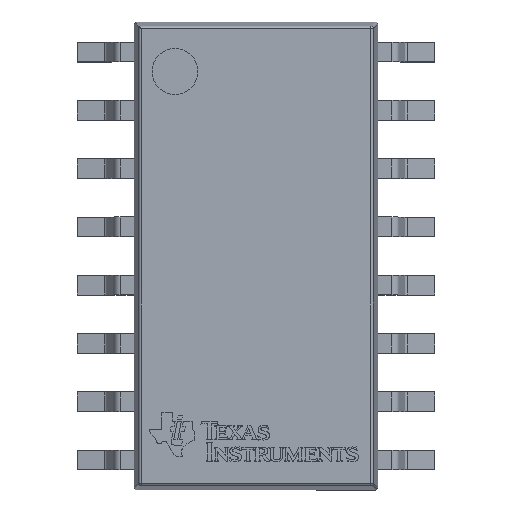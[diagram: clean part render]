
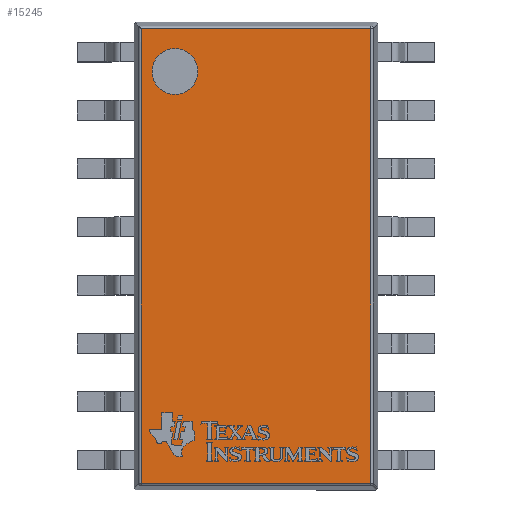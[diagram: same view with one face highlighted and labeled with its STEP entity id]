
A CAD part, top view. The second image highlights one B-rep face of the part: STEP entity #15245.
In plain terms, the highlighted planar face has unit normal (0, 0, 1).
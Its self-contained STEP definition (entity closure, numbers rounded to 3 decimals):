
#1097=PLANE('',#16311);
#1691=FACE_OUTER_BOUND('',#2551,.T.);
#2551=EDGE_LOOP('',(#10691,#10692,#10693,#10694));
#3397=LINE('',#19895,#5056);
#3417=LINE('',#19960,#5076);
#3419=LINE('',#19963,#5078);
#3422=LINE('',#19968,#5081);
#5056=VECTOR('',#16953,10.);
#5076=VECTOR('',#17031,10.);
#5078=VECTOR('',#17035,10.);
#5081=VECTOR('',#17042,10.);
#6743=VERTEX_POINT('',#19876);
#6745=VERTEX_POINT('',#19885);
#6749=VERTEX_POINT('',#19894);
#6757=VERTEX_POINT('',#19925);
#8281=EDGE_CURVE('',#6745,#6749,#3397,.T.);
#8316=EDGE_CURVE('',#6743,#6757,#3417,.T.);
#8318=EDGE_CURVE('',#6757,#6745,#3419,.T.);
#8321=EDGE_CURVE('',#6749,#6743,#3422,.T.);
#10691=ORIENTED_EDGE('',*,*,#8316,.F.);
#10692=ORIENTED_EDGE('',*,*,#8321,.F.);
#10693=ORIENTED_EDGE('',*,*,#8281,.F.);
#10694=ORIENTED_EDGE('',*,*,#8318,.F.);
#15245=ADVANCED_FACE('',(#1691),#1097,.T.);
#16311=AXIS2_PLACEMENT_3D('',#19983,#17064,#17065);
#16953=DIRECTION('',(-1.,0.,0.));
#17031=DIRECTION('',(1.,0.,0.));
#17035=DIRECTION('',(0.,-1.,0.));
#17042=DIRECTION('',(0.,1.,0.));
#17064=DIRECTION('center_axis',(0.,0.,1.));
#17065=DIRECTION('ref_axis',(1.,0.,0.));
#19876=CARTESIAN_POINT('',(-4.956,2.506,1.9));
#19885=CARTESIAN_POINT('',(4.956,-2.506,1.9));
#19894=CARTESIAN_POINT('',(-4.956,-2.506,1.9));
#19895=CARTESIAN_POINT('',(-1.275,-2.506,1.9));
#19925=CARTESIAN_POINT('',(4.956,2.506,1.9));
#19960=CARTESIAN_POINT('',(1.275,2.506,1.9));
#19963=CARTESIAN_POINT('',(4.956,-0.662,1.9));
#19968=CARTESIAN_POINT('',(-4.956,0.663,1.9));
#19983=CARTESIAN_POINT('Origin',(0.,0.,1.9));
